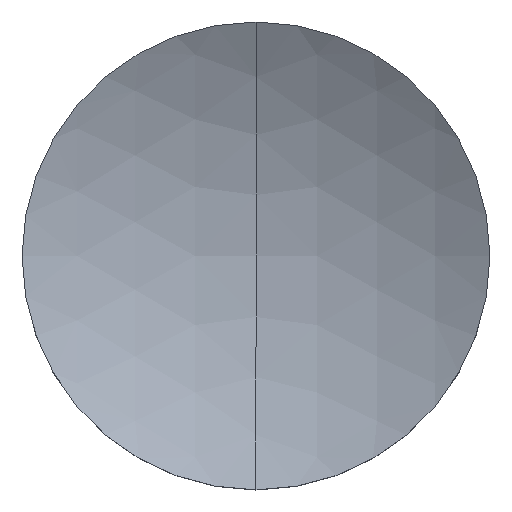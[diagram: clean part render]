
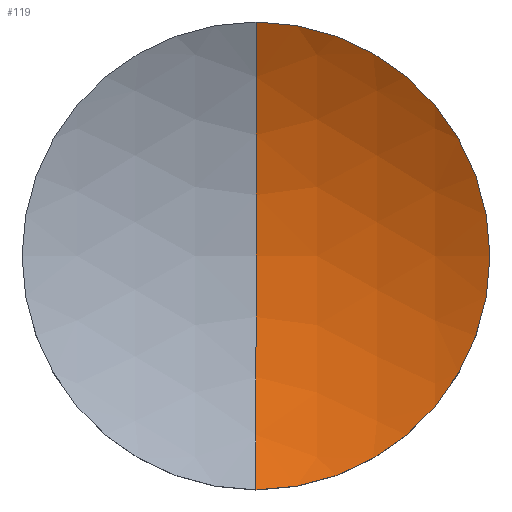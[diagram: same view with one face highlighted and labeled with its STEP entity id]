
A CAD part, top view. The second image highlights one B-rep face of the part: STEP entity #119.
In plain terms, the highlighted spherical face has radius 51.46 mm.
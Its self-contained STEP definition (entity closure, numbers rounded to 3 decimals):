
#25 = VERTEX_POINT ( 'NONE', #109 ) ;
#43 = DIRECTION ( 'NONE',  ( 0., 0., -1. ) ) ;
#44 = DIRECTION ( 'NONE',  ( 1., 0., 0. ) ) ;
#45 = CARTESIAN_POINT ( 'NONE',  ( 0., 0., 50.107 ) ) ;
#46 = AXIS2_PLACEMENT_3D ( 'NONE', #45, #44, #43 ) ;
#47 = CIRCLE ( 'NONE', #46, 51.46 ) ;
#62 = FACE_OUTER_BOUND ( 'NONE', #95, .T. ) ;
#70 = DIRECTION ( 'NONE',  ( 1., 0., 0. ) ) ;
#71 = DIRECTION ( 'NONE',  ( 0., 0., 1. ) ) ;
#72 = CARTESIAN_POINT ( 'NONE',  ( 0., 0., 5.353 ) ) ;
#73 = AXIS2_PLACEMENT_3D ( 'NONE', #72, #71, #70 ) ;
#74 = CIRCLE ( 'NONE', #73, 25.4 ) ;
#77 = ORIENTED_EDGE ( 'NONE', *, *, #149, .T. ) ;
#84 = EDGE_CURVE ( 'NONE', #146, #89, #47, .T. ) ;
#85 = EDGE_CURVE ( 'NONE', #150, #25, #141, .T. ) ;
#89 = VERTEX_POINT ( 'NONE', #136 ) ;
#95 = EDGE_LOOP ( 'NONE', ( #148, #77, #96, #145 ) ) ;
#96 = ORIENTED_EDGE ( 'NONE', *, *, #85, .T. ) ;
#103 = EDGE_CURVE ( 'NONE', #25, #89, #74, .T. ) ;
#109 = CARTESIAN_POINT ( 'NONE',  ( 25.4, 0., 5.353 ) ) ;
#119 = ADVANCED_FACE ( 'NONE', ( #62 ), #245, .F. ) ;
#136 = CARTESIAN_POINT ( 'NONE',  ( 0., 25.4, 5.353 ) ) ;
#137 = DIRECTION ( 'NONE',  ( 1., 0., 0. ) ) ;
#138 = DIRECTION ( 'NONE',  ( 0., 0., 1. ) ) ;
#139 = CARTESIAN_POINT ( 'NONE',  ( 0., 0., 5.353 ) ) ;
#140 = AXIS2_PLACEMENT_3D ( 'NONE', #139, #138, #137 ) ;
#141 = CIRCLE ( 'NONE', #140, 25.4 ) ;
#145 = ORIENTED_EDGE ( 'NONE', *, *, #103, .T. ) ;
#146 = VERTEX_POINT ( 'NONE', #223 ) ;
#148 = ORIENTED_EDGE ( 'NONE', *, *, #84, .F. ) ;
#149 = EDGE_CURVE ( 'NONE', #146, #150, #200, .T. ) ;
#150 = VERTEX_POINT ( 'NONE', #195 ) ;
#189 = DIRECTION ( 'NONE',  ( 0., 1., 0. ) ) ;
#190 = DIRECTION ( 'NONE',  ( -1., 0., 0. ) ) ;
#195 = CARTESIAN_POINT ( 'NONE',  ( 0., -25.4, 5.353 ) ) ;
#196 = DIRECTION ( 'NONE',  ( 0., -1., 0. ) ) ;
#197 = DIRECTION ( 'NONE',  ( -1., 0., 0. ) ) ;
#198 = CARTESIAN_POINT ( 'NONE',  ( 0., 0., 50.107 ) ) ;
#199 = AXIS2_PLACEMENT_3D ( 'NONE', #198, #197, #196 ) ;
#200 = CIRCLE ( 'NONE', #199, 51.46 ) ;
#223 = CARTESIAN_POINT ( 'NONE',  ( 0., 0., -1.353 ) ) ;
#244 = CARTESIAN_POINT ( 'NONE',  ( 0., 0., 50.107 ) ) ;
#245 = SPHERICAL_SURFACE ( 'NONE', #246, 51.46 ) ;
#246 = AXIS2_PLACEMENT_3D ( 'NONE', #244, #190, #189 ) ;
